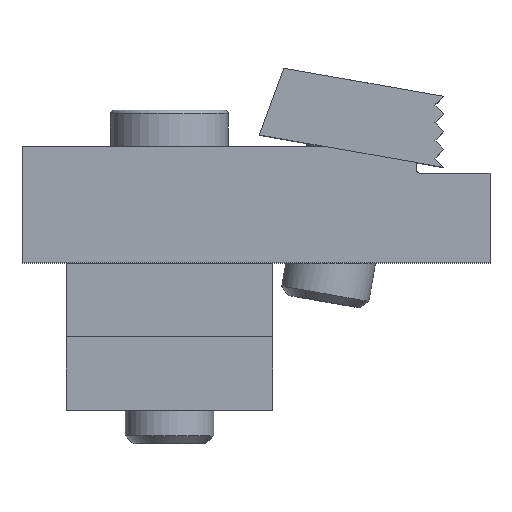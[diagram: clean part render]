
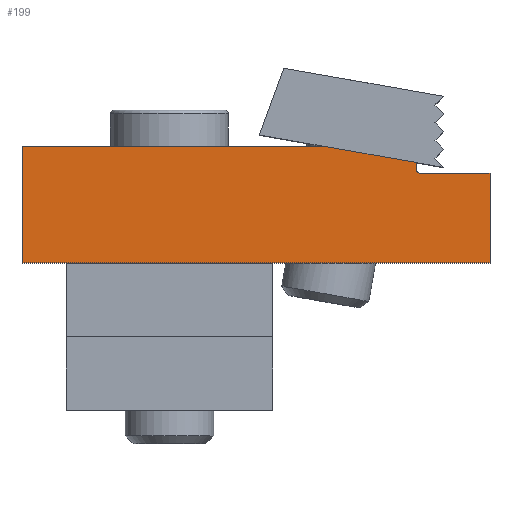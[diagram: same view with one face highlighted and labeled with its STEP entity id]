
A CAD part, top view. The second image highlights one B-rep face of the part: STEP entity #199.
In plain terms, the highlighted planar face has unit normal (0, 0, 1).
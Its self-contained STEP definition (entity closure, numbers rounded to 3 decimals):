
#199 = ADVANCED_FACE( '', ( #427 ), #428, .T. );
#427 = FACE_OUTER_BOUND( '', #679, .T. );
#428 = PLANE( '', #680 );
#679 = EDGE_LOOP( '', ( #1197, #1198, #1199, #1200, #1201, #1202, #1203, #1204 ) );
#680 = AXIS2_PLACEMENT_3D( '', #1205, #1206, #1207 );
#1197 = ORIENTED_EDGE( '', *, *, #1480, .T. );
#1198 = ORIENTED_EDGE( '', *, *, #1486, .T. );
#1199 = ORIENTED_EDGE( '', *, *, #1450, .T. );
#1200 = ORIENTED_EDGE( '', *, *, #1422, .T. );
#1201 = ORIENTED_EDGE( '', *, *, #1438, .T. );
#1202 = ORIENTED_EDGE( '', *, *, #1608, .F. );
#1203 = ORIENTED_EDGE( '', *, *, #1609, .T. );
#1204 = ORIENTED_EDGE( '', *, *, #1513, .T. );
#1205 = CARTESIAN_POINT( '', ( 34., 12.692, 14.25 ) );
#1206 = DIRECTION( '', ( 0., 0., 1. ) );
#1207 = DIRECTION( '', ( 1., 0., 0. ) );
#1422 = EDGE_CURVE( '', #1683, #1681, #1684, .T. );
#1438 = EDGE_CURVE( '', #1681, #1708, #1710, .T. );
#1450 = EDGE_CURVE( '', #1730, #1683, #1731, .T. );
#1480 = EDGE_CURVE( '', #1778, #1776, #1779, .T. );
#1486 = EDGE_CURVE( '', #1776, #1730, #1787, .T. );
#1513 = EDGE_CURVE( '', #1828, #1778, #1829, .T. );
#1608 = EDGE_CURVE( '', #1956, #1708, #1957, .T. );
#1609 = EDGE_CURVE( '', #1956, #1828, #1958, .T. );
#1681 = VERTEX_POINT( '', #2048 );
#1683 = VERTEX_POINT( '', #2051 );
#1684 = LINE( '', #2052, #2053 );
#1708 = VERTEX_POINT( '', #2088 );
#1710 = LINE( '', #2091, #2092 );
#1730 = VERTEX_POINT( '', #2120 );
#1731 = LINE( '', #2121, #2122 );
#1776 = VERTEX_POINT( '', #2183 );
#1778 = VERTEX_POINT( '', #2186 );
#1779 = LINE( '', #2187, #2188 );
#1787 = LINE( '', #2199, #2200 );
#1828 = VERTEX_POINT( '', #2257 );
#1829 = LINE( '', #2258, #2259 );
#1956 = VERTEX_POINT( '', #2440 );
#1957 = CIRCLE( '', #2441, 0.5 );
#1958 = LINE( '', #2442, #2443 );
#2048 = CARTESIAN_POINT( '', ( 43.5, 12.192, 14.25 ) );
#2051 = CARTESIAN_POINT( '', ( 43.5, 0., 14.25 ) );
#2052 = CARTESIAN_POINT( '', ( 43.5, 0., 14.25 ) );
#2053 = VECTOR( '', #2615, 1000. );
#2088 = CARTESIAN_POINT( '', ( 34., 12.192, 14.25 ) );
#2091 = CARTESIAN_POINT( '', ( 43.5, 12.192, 14.25 ) );
#2092 = VECTOR( '', #2628, 1000. );
#2120 = CARTESIAN_POINT( '', ( -20., 0., 14.25 ) );
#2121 = CARTESIAN_POINT( '', ( -20., 0., 14.25 ) );
#2122 = VECTOR( '', #2640, 1000. );
#2183 = CARTESIAN_POINT( '', ( -20., 15.75, 14.25 ) );
#2186 = CARTESIAN_POINT( '', ( 21.486, 15.75, 14.25 ) );
#2187 = CARTESIAN_POINT( '', ( 21.486, 15.75, 14.25 ) );
#2188 = VECTOR( '', #2673, 1000. );
#2199 = CARTESIAN_POINT( '', ( -20., 15.75, 14.25 ) );
#2200 = VECTOR( '', #2680, 1000. );
#2257 = CARTESIAN_POINT( '', ( 33.5, 13.632, 14.25 ) );
#2258 = CARTESIAN_POINT( '', ( 33.5, 13.632, 14.25 ) );
#2259 = VECTOR( '', #2706, 1000. );
#2440 = CARTESIAN_POINT( '', ( 33.5, 12.692, 14.25 ) );
#2441 = AXIS2_PLACEMENT_3D( '', #2791, #2792, #2793 );
#2442 = CARTESIAN_POINT( '', ( 33.5, 12.692, 14.25 ) );
#2443 = VECTOR( '', #2794, 1000. );
#2615 = DIRECTION( '', ( 0., 1., 0. ) );
#2628 = DIRECTION( '', ( -1., 0., 0. ) );
#2640 = DIRECTION( '', ( 1., 0., 0. ) );
#2673 = DIRECTION( '', ( -1., 0., 0. ) );
#2680 = DIRECTION( '', ( 0., -1., 0. ) );
#2706 = DIRECTION( '', ( -0.985, 0.174, 0. ) );
#2791 = CARTESIAN_POINT( '', ( 34., 12.692, 14.25 ) );
#2792 = DIRECTION( '', ( 0., 0., 1. ) );
#2793 = DIRECTION( '', ( 1., 0., 0. ) );
#2794 = DIRECTION( '', ( 0., 1., 0. ) );
